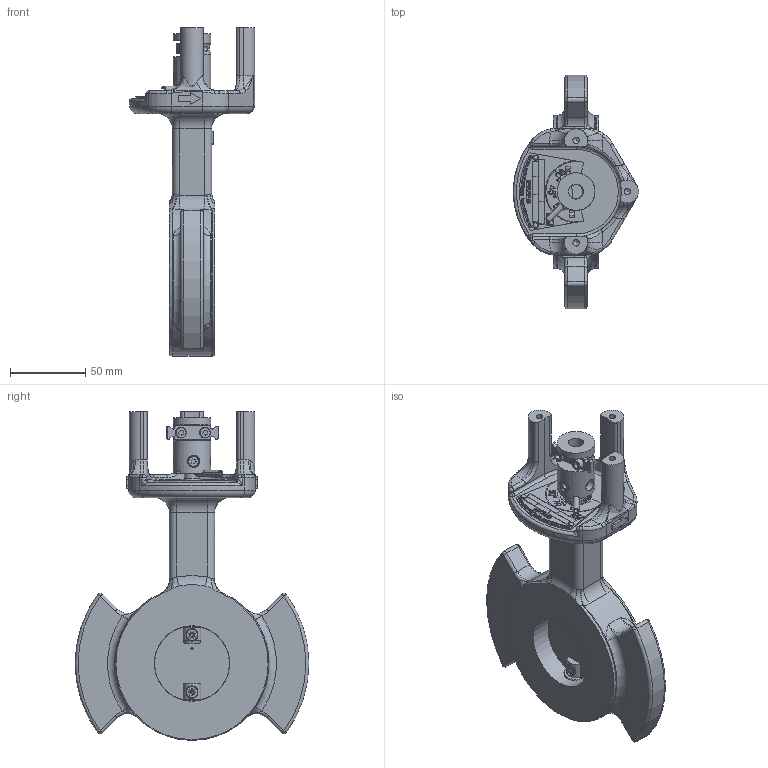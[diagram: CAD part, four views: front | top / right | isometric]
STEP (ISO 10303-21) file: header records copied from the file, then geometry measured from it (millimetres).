
FILE_DESCRIPTION(/* description */ (''),/* implementation_level */ '2;1');
FILE_NAME(/* name */ 'VKF10.050.stp',/* time_stamp */ '2018-02-01T12:07:54+01:00',/* author */ (''),/* organization */ (''),/* preprocessor_version */ 'ST-DEVELOPER v16',/* originating_system */ 'SIEMENS PLM Software NX 10.0',/* authorisation */ '');
FILE_SCHEMA (('AUTOMOTIVE_DESIGN { 1 0 10303 214 3 1 1 1 }'));
Length unit declared in the file: millimetre
Products named in the file (1): Gant22AC43EDgm9x
Bounding box: 83.06 x 155 x 218 mm (x, y, z)
Volume: 401796.5 mm3; surface area: 96976.9 mm2
Topology: 26 solids, 26 shells, 1234 faces, 3218 edges, 2127 vertices
Faces by surface type: torus 501, plane 343, cylinder 223, bspline 89, cone 41, extrusion 25, sphere 12
Full cylindrical faces by diameter (mm): 1.5 x1, 2 x8, 3.3 x8, 3.324 x2, 3.838 x2, 4 x4, 4.2 x3, 4.5 x6, 4.8 x2, 5 x2, 7 x3, 7.5 x2, 8 x2, 10 x2, 12 x5, 12.1 x4, 14.5 x1, 15.95 x3, 16 x2, 16.5 x4, 16.6 x1, 20 x2, 21 x1, 25 x2, 50 x1
Entity records: 42905 total; most frequent: CARTESIAN_POINT 15137, ORIENTED_EDGE 5194, DIRECTION 5113, EDGE_CURVE 2597, AXIS2_PLACEMENT_3D 2238, VERTEX_POINT 2057, EDGE_LOOP 1930, FACE_BOUND 1309
